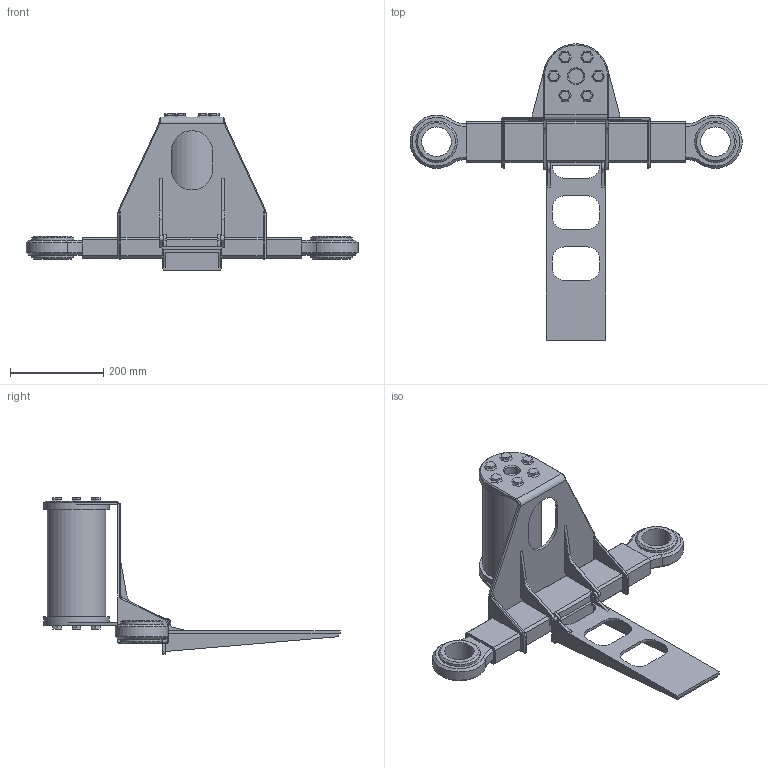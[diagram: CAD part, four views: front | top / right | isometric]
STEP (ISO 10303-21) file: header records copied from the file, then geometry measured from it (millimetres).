
FILE_DESCRIPTION( ( '' ), ' ' );
FILE_NAME( '5de61289474f5a149d7a347f.step', '2019-12-03T07:45:13', ( '' ), ( '' ), ' ', ' ', ' ' );
FILE_SCHEMA( ( 'AUTOMOTIVE_DESIGN { 1 0 10303 214 1 1 1 1 }' ) );
Length unit declared in the file: metre
Products named in the file (1): Part 86
Bounding box: 711.66 x 635.04 x 336.37 mm (x, y, z)
Volume: 4574348.7 mm3; surface area: 737357 mm2
Topology: 1 solids, 2 shells, 353 faces, 895 edges, 566 vertices
Faces by surface type: plane 256, cylinder 60, cone 33, bspline 4
Full cylindrical faces by diameter (mm): 3.175 x2, 6.35 x4, 12.7 x2, 31.75 x2, 63.5 x2, 88.9 x4, 113.067 x1, 125.767 x1, 139.737 x2
Entity records: 13308 total; most frequent: CARTESIAN_POINT 2003, ORIENTED_EDGE 1726, DIRECTION 1698, EDGE_CURVE 863, LINE 688, VECTOR 688, VERTEX_POINT 560, AXIS2_PLACEMENT_3D 505
